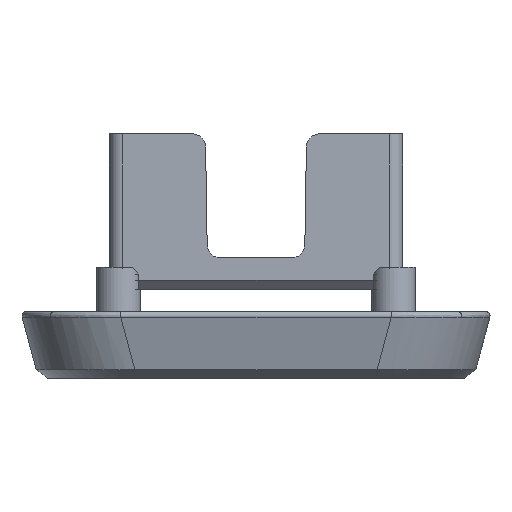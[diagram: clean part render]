
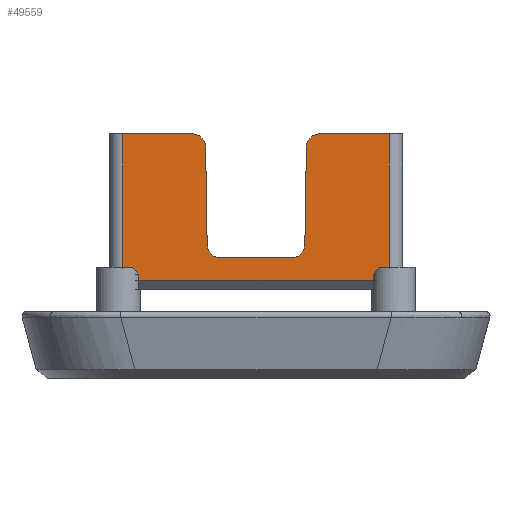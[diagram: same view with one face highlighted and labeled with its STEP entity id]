
A CAD part, left-side view. The second image highlights one B-rep face of the part: STEP entity #49559.
In plain terms, the highlighted planar face has unit normal (-1, 0, 0).
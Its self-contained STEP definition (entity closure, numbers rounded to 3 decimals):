
#47771=CARTESIAN_POINT('',(-271.3,30.,30.));
#47772=VERTEX_POINT('',#47771);
#47780=CARTESIAN_POINT('',(-271.3,14.341,30.));
#47781=VERTEX_POINT('',#47780);
#47782=CARTESIAN_POINT('',(-271.3,30.,30.));
#47783=DIRECTION('',(-0.,-1.,0.));
#47784=VECTOR('',#47783,15.659);
#47785=LINE('',#47782,#47784);
#47786=EDGE_CURVE('',#47772,#47781,#47785,.T.);
#47933=CARTESIAN_POINT('',(-271.3,11.341,27.047));
#47934=VERTEX_POINT('',#47933);
#47935=CARTESIAN_POINT('',(-271.3,14.341,27.));
#47936=DIRECTION('',(-1.,0.,0.));
#47937=DIRECTION('',(-0.,-1.,0.));
#47938=AXIS2_PLACEMENT_3D('',#47935,#47936,#47937);
#47939=CIRCLE('',#47938,3.);
#47940=EDGE_CURVE('',#47934,#47781,#47939,.T.);
#47976=CARTESIAN_POINT('',(-271.3,8.,2.1));
#47977=VERTEX_POINT('',#47976);
#47984=CARTESIAN_POINT('',(-271.3,-8.,2.1));
#47985=VERTEX_POINT('',#47984);
#47986=CARTESIAN_POINT('',(-271.3,8.,2.1));
#47987=DIRECTION('',(-0.,-1.,0.));
#47988=VECTOR('',#47987,16.);
#47989=LINE('',#47986,#47988);
#47990=EDGE_CURVE('',#47977,#47985,#47989,.T.);
#48007=CARTESIAN_POINT('',(-271.3,11.,5.053));
#48008=VERTEX_POINT('',#48007);
#48015=CARTESIAN_POINT('',(-271.3,8.,5.1));
#48016=DIRECTION('',(-1.,0.,0.));
#48017=DIRECTION('',(-0.,-1.,0.));
#48018=AXIS2_PLACEMENT_3D('',#48015,#48016,#48017);
#48019=CIRCLE('',#48018,3.);
#48020=EDGE_CURVE('',#48008,#47977,#48019,.T.);
#48033=CARTESIAN_POINT('',(-271.3,11.341,27.047));
#48034=DIRECTION('',(-0.,-0.016,-1.));
#48035=VECTOR('',#48034,21.996);
#48036=LINE('',#48033,#48035);
#48037=EDGE_CURVE('',#47934,#48008,#48036,.T.);
#48120=CARTESIAN_POINT('',(-271.3,-14.341,30.));
#48121=VERTEX_POINT('',#48120);
#48122=CARTESIAN_POINT('',(-271.3,-30.,30.));
#48123=VERTEX_POINT('',#48122);
#48124=CARTESIAN_POINT('',(-271.3,-14.341,30.));
#48125=DIRECTION('',(-0.,-1.,0.));
#48126=VECTOR('',#48125,15.659);
#48127=LINE('',#48124,#48126);
#48128=EDGE_CURVE('',#48121,#48123,#48127,.T.);
#48275=CARTESIAN_POINT('',(-271.3,-11.341,27.047));
#48276=VERTEX_POINT('',#48275);
#48283=CARTESIAN_POINT('',(-271.3,-14.341,27.));
#48284=DIRECTION('',(1.,-0.,0.));
#48285=DIRECTION('',(-0.,-1.,0.));
#48286=AXIS2_PLACEMENT_3D('',#48283,#48284,#48285);
#48287=CIRCLE('',#48286,3.);
#48288=EDGE_CURVE('',#48276,#48121,#48287,.T.);
#48326=CARTESIAN_POINT('',(-271.3,-11.,5.053));
#48327=VERTEX_POINT('',#48326);
#48336=CARTESIAN_POINT('',(-271.3,-8.,5.1));
#48337=DIRECTION('',(1.,-0.,0.));
#48338=DIRECTION('',(-0.,-1.,0.));
#48339=AXIS2_PLACEMENT_3D('',#48336,#48337,#48338);
#48340=CIRCLE('',#48339,3.);
#48341=EDGE_CURVE('',#48327,#47985,#48340,.T.);
#48354=CARTESIAN_POINT('',(-271.3,-11.341,27.047));
#48355=DIRECTION('',(0.,0.016,-1.));
#48356=VECTOR('',#48355,21.996);
#48357=LINE('',#48354,#48356);
#48358=EDGE_CURVE('',#48276,#48327,#48357,.T.);
#49521=CARTESIAN_POINT('',(-271.3,0.,0.));
#49522=DIRECTION('',(-1.,0.,0.));
#49523=DIRECTION('',(-0.,-1.,0.));
#49524=AXIS2_PLACEMENT_3D('',#49521,#49522,#49523);
#49525=PLANE('',#49524);
#49526=CARTESIAN_POINT('',(-271.3,30.,-3.));
#49527=VERTEX_POINT('',#49526);
#49528=CARTESIAN_POINT('',(-271.3,30.,30.));
#49529=DIRECTION('',(-0.,-0.,-1.));
#49530=VECTOR('',#49529,33.);
#49531=LINE('',#49528,#49530);
#49532=EDGE_CURVE('',#47772,#49527,#49531,.T.);
#49533=ORIENTED_EDGE('',*,*,#49532,.T.);
#49534=CARTESIAN_POINT('',(-271.3,-30.,-3.));
#49535=VERTEX_POINT('',#49534);
#49536=CARTESIAN_POINT('',(-271.3,30.,-3.));
#49537=DIRECTION('',(-0.,-1.,0.));
#49538=VECTOR('',#49537,60.);
#49539=LINE('',#49536,#49538);
#49540=EDGE_CURVE('',#49527,#49535,#49539,.T.);
#49541=ORIENTED_EDGE('',*,*,#49540,.T.);
#49542=CARTESIAN_POINT('',(-271.3,-30.,-3.));
#49543=DIRECTION('',(-0.,-0.,1.));
#49544=VECTOR('',#49543,33.);
#49545=LINE('',#49542,#49544);
#49546=EDGE_CURVE('',#49535,#48123,#49545,.T.);
#49547=ORIENTED_EDGE('',*,*,#49546,.T.);
#49548=ORIENTED_EDGE('',*,*,#48128,.F.);
#49549=ORIENTED_EDGE('',*,*,#48288,.F.);
#49550=ORIENTED_EDGE('',*,*,#48358,.T.);
#49551=ORIENTED_EDGE('',*,*,#48341,.T.);
#49552=ORIENTED_EDGE('',*,*,#47990,.F.);
#49553=ORIENTED_EDGE('',*,*,#48020,.F.);
#49554=ORIENTED_EDGE('',*,*,#48037,.F.);
#49555=ORIENTED_EDGE('',*,*,#47940,.T.);
#49556=ORIENTED_EDGE('',*,*,#47786,.F.);
#49557=EDGE_LOOP('',(#49533,#49541,#49547,#49548,#49549,#49550,#49551,#49552,#49553,#49554,#49555,#49556));
#49558=FACE_BOUND('',#49557,.T.);
#49559=ADVANCED_FACE('',(#49558),#49525,.T.);
